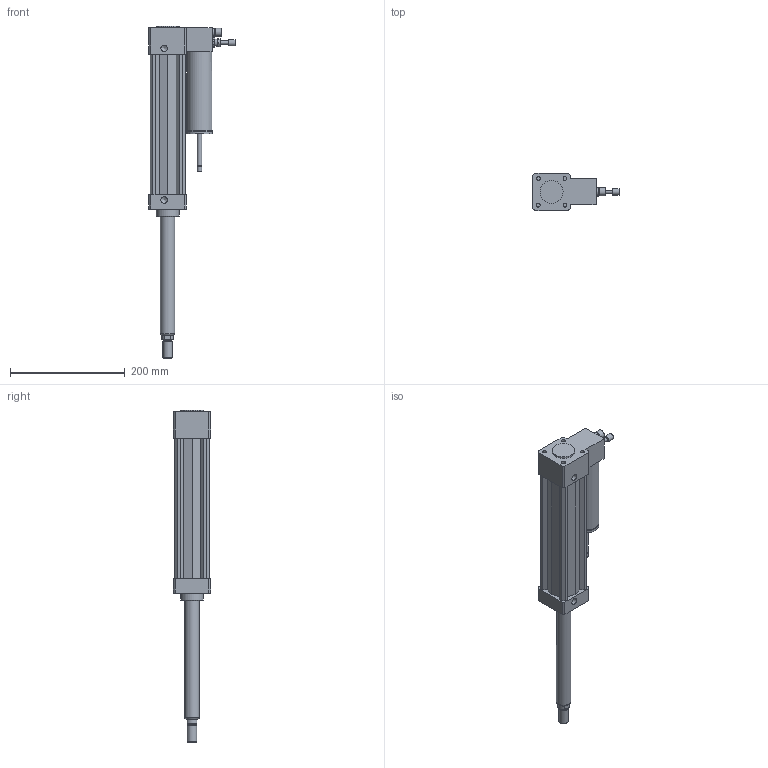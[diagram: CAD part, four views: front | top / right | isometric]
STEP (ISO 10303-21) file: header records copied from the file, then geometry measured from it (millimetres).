
FILE_DESCRIPTION((''),'2;1');
FILE_NAME('14500200A.0.0.stp','2008-04-23T16:41:46',('airolcr1'),(''),'Autodesk Inventor 2008','Autodesk Inventor 2008','');
FILE_SCHEMA(('AUTOMOTIVE_DESIGN { 1 0 10303 214 1 1 1 1 }'));
Length unit declared in the file: millimetre
Products named in the file (4): 14500200A.0.0; STELO Ø50 C 200; REGOLATORE SR
Assembly tree (3 placements, depth 2):
  14500200A.0.0
    14500200A.0.0
    STELO Ø50 C 200
    REGOLATORE SR
Bounding box: 150 x 65 x 578 mm (x, y, z)
Volume: 1494221.8 mm3; surface area: 151212.8 mm2
Topology: 3 solids, 3 shells, 151 faces, 348 edges, 227 vertices
Faces by surface type: plane 80, cylinder 39, bspline 25, cone 7
Full cylindrical faces by diameter (mm): 2 x1, 6 x1, 8 x2, 11 x1, 12 x1, 13 x1, 14 x1, 14.5 x1, 16 x1, 20 x1, 24.8 x1, 25 x2, 40 x2, 41 x1, 45 x2
Entity records: 4389 total; most frequent: CARTESIAN_POINT 968, DIRECTION 674, ORIENTED_EDGE 596, EDGE_CURVE 298, AXIS2_PLACEMENT_3D 243, VERTEX_POINT 218, EDGE_LOOP 216, VECTOR 188
